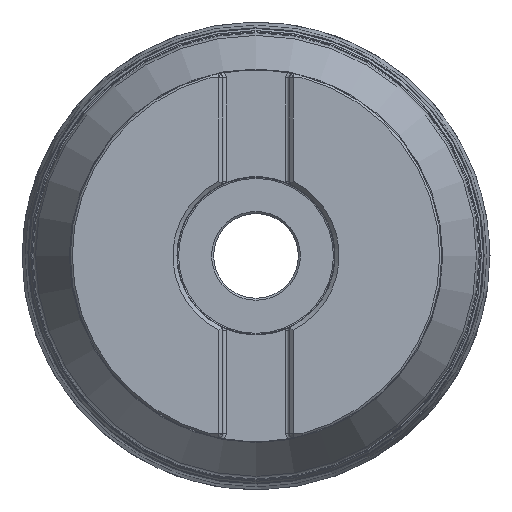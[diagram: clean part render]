
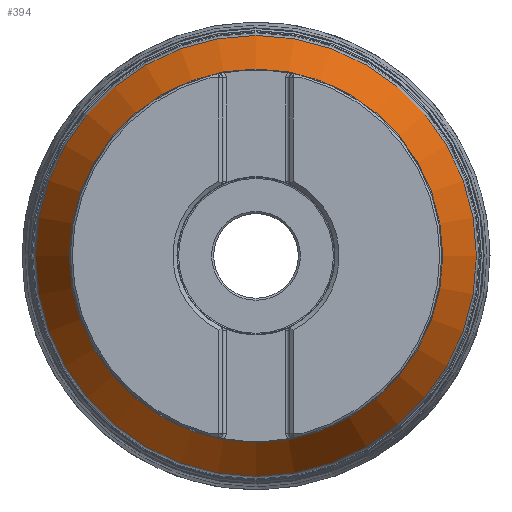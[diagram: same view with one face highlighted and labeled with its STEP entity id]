
A CAD part, top view. The second image highlights one B-rep face of the part: STEP entity #394.
In plain terms, the highlighted conical face has half-angle 27.542 degrees and reference radius 45 mm.
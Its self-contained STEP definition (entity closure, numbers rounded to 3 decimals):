
#95=CONICAL_SURFACE('',#2359,45.,27.542);
#394=ADVANCED_FACE('',(#1032,#1033),#95,.T.);
#814=CIRCLE('',#2357,45.227);
#815=CIRCLE('',#2358,53.387);
#1032=FACE_BOUND('',#1248,.T.);
#1033=FACE_BOUND('',#1249,.T.);
#1248=EDGE_LOOP('',(#1545));
#1249=EDGE_LOOP('',(#1546));
#1545=ORIENTED_EDGE('',*,*,#2126,.T.);
#1546=ORIENTED_EDGE('',*,*,#2127,.T.);
#1937=VERTEX_POINT('',#4145);
#1938=VERTEX_POINT('',#4147);
#2126=EDGE_CURVE('',#1937,#1937,#814,.T.);
#2127=EDGE_CURVE('',#1938,#1938,#815,.T.);
#2357=AXIS2_PLACEMENT_3D('',#4144,#2780,#2781);
#2358=AXIS2_PLACEMENT_3D('',#4146,#2782,#2783);
#2359=AXIS2_PLACEMENT_3D('',#4148,#2784,#2785);
#2780=DIRECTION('',(0.,0.,-1.));
#2781=DIRECTION('',(-1.,0.,0.));
#2782=DIRECTION('',(0.,0.,1.));
#2783=DIRECTION('',(1.,0.,0.));
#2784=DIRECTION('',(0.,0.,-1.));
#2785=DIRECTION('',(-1.,0.,0.));
#4144=CARTESIAN_POINT('',(0.,0.,-11.435));
#4145=CARTESIAN_POINT('',(-45.227,0.,-11.435));
#4146=CARTESIAN_POINT('',(0.,0.,-27.083));
#4147=CARTESIAN_POINT('',(53.387,0.,-27.083));
#4148=CARTESIAN_POINT('',(0.,0.,-11.));
